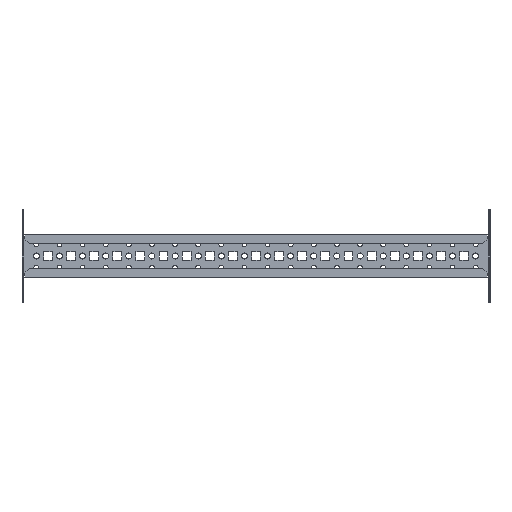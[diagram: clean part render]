
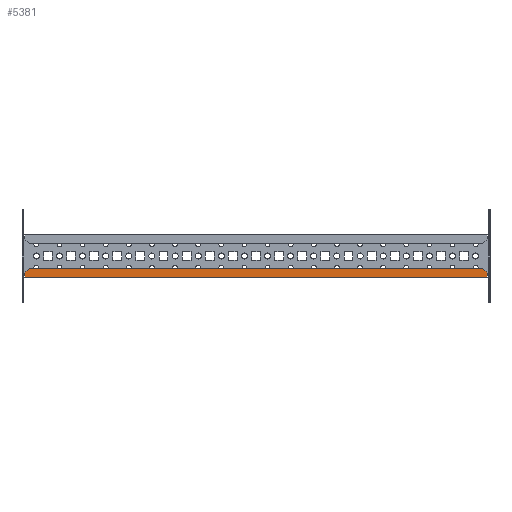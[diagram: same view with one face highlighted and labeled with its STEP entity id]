
A CAD part, front view. The second image highlights one B-rep face of the part: STEP entity #5381.
In plain terms, the highlighted planar face has unit normal (0, -1, 0).
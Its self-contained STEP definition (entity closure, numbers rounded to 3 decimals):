
#23 = LINE ( 'NONE', #23126, #17087 ) ;
#232 = DIRECTION ( 'NONE',  ( 0., 1., 0. ) ) ;
#464 = AXIS2_PLACEMENT_3D ( 'NONE', #6035, #232, #28604 ) ;
#679 = DIRECTION ( 'NONE',  ( 0., 0., -1. ) ) ;
#2569 = CARTESIAN_POINT ( 'NONE',  ( -245., -94., -13.5 ) ) ;
#2684 = PLANE ( 'NONE',  #464 ) ;
#3413 = CARTESIAN_POINT ( 'NONE',  ( 250., -94., -18.5 ) ) ;
#4296 = EDGE_CURVE ( 'NONE', #26846, #25269, #8863, .T. ) ;
#4325 = VERTEX_POINT ( 'NONE', #3413 ) ;
#4464 = CARTESIAN_POINT ( 'NONE',  ( -250., -94., -20. ) ) ;
#5215 = LINE ( 'NONE', #15952, #36007 ) ;
#5381 = ADVANCED_FACE ( 'NONE', ( #23337 ), #2684, .F. ) ;
#5394 = LINE ( 'NONE', #32436, #27124 ) ;
#6035 = CARTESIAN_POINT ( 'NONE',  ( 0., -94., 0. ) ) ;
#6508 = VECTOR ( 'NONE', #35866, 1000. ) ;
#7157 = EDGE_CURVE ( 'NONE', #17647, #21874, #5215, .T. ) ;
#8706 = LINE ( 'NONE', #20182, #12419 ) ;
#8863 = LINE ( 'NONE', #14309, #9495 ) ;
#9495 = VECTOR ( 'NONE', #26334, 1000. ) ;
#9794 = ORIENTED_EDGE ( 'NONE', *, *, #11261, .T. ) ;
#10123 = CARTESIAN_POINT ( 'NONE',  ( 250., -94., -23. ) ) ;
#11261 = EDGE_CURVE ( 'NONE', #18729, #17647, #5394, .T. ) ;
#11769 = DIRECTION ( 'NONE',  ( -0.707, 0., 0.707 ) ) ;
#11956 = LINE ( 'NONE', #17601, #23175 ) ;
#12419 = VECTOR ( 'NONE', #34630, 1000. ) ;
#12955 = ORIENTED_EDGE ( 'NONE', *, *, #4296, .T. ) ;
#14309 = CARTESIAN_POINT ( 'NONE',  ( 0., -94., -13.5 ) ) ;
#15952 = CARTESIAN_POINT ( 'NONE',  ( -250., -94., -20. ) ) ;
#16785 = ORIENTED_EDGE ( 'NONE', *, *, #36688, .T. ) ;
#17087 = VECTOR ( 'NONE', #20479, 1000. ) ;
#17601 = CARTESIAN_POINT ( 'NONE',  ( 245., -94., -13.5 ) ) ;
#17647 = VERTEX_POINT ( 'NONE', #4464 ) ;
#18596 = CARTESIAN_POINT ( 'NONE',  ( 250., -94., 0. ) ) ;
#18729 = VERTEX_POINT ( 'NONE', #30030 ) ;
#20182 = CARTESIAN_POINT ( 'NONE',  ( 0., -94., -23. ) ) ;
#20440 = DIRECTION ( 'NONE',  ( -0.707, 0., -0.707 ) ) ;
#20479 = DIRECTION ( 'NONE',  ( 0., 0., -1. ) ) ;
#21874 = VERTEX_POINT ( 'NONE', #31741 ) ;
#22211 = CARTESIAN_POINT ( 'NONE',  ( 250., -94., -20. ) ) ;
#22397 = EDGE_CURVE ( 'NONE', #4325, #26846, #11956, .T. ) ;
#22803 = VERTEX_POINT ( 'NONE', #22211 ) ;
#23126 = CARTESIAN_POINT ( 'NONE',  ( 250., -94., 0. ) ) ;
#23175 = VECTOR ( 'NONE', #11769, 1000. ) ;
#23337 = FACE_OUTER_BOUND ( 'NONE', #31349, .T. ) ;
#23442 = CARTESIAN_POINT ( 'NONE',  ( -250., -94., -18.5 ) ) ;
#23698 = VECTOR ( 'NONE', #20440, 1000. ) ;
#25269 = VERTEX_POINT ( 'NONE', #2569 ) ;
#25599 = ORIENTED_EDGE ( 'NONE', *, *, #26461, .T. ) ;
#26062 = EDGE_CURVE ( 'NONE', #22803, #36617, #23, .T. ) ;
#26334 = DIRECTION ( 'NONE',  ( -1., 0., 0. ) ) ;
#26461 = EDGE_CURVE ( 'NONE', #25269, #18729, #28713, .T. ) ;
#26846 = VERTEX_POINT ( 'NONE', #33907 ) ;
#27124 = VECTOR ( 'NONE', #679, 1000. ) ;
#27405 = DIRECTION ( 'NONE',  ( 0., 0., -1. ) ) ;
#28604 = DIRECTION ( 'NONE',  ( 0., 0., -1. ) ) ;
#28713 = LINE ( 'NONE', #23442, #23698 ) ;
#29658 = ORIENTED_EDGE ( 'NONE', *, *, #30577, .T. ) ;
#30030 = CARTESIAN_POINT ( 'NONE',  ( -250., -94., -18.5 ) ) ;
#30577 = EDGE_CURVE ( 'NONE', #21874, #36617, #8706, .T. ) ;
#31349 = EDGE_LOOP ( 'NONE', ( #12955, #25599, #9794, #32974, #29658, #36817, #16785, #32022 ) ) ;
#31741 = CARTESIAN_POINT ( 'NONE',  ( -250., -94., -23. ) ) ;
#32022 = ORIENTED_EDGE ( 'NONE', *, *, #22397, .T. ) ;
#32436 = CARTESIAN_POINT ( 'NONE',  ( -250., -94., 0. ) ) ;
#32974 = ORIENTED_EDGE ( 'NONE', *, *, #7157, .T. ) ;
#33907 = CARTESIAN_POINT ( 'NONE',  ( 245., -94., -13.5 ) ) ;
#34630 = DIRECTION ( 'NONE',  ( 1., 0., 0. ) ) ;
#35488 = LINE ( 'NONE', #18596, #6508 ) ;
#35866 = DIRECTION ( 'NONE',  ( 0., 0., 1. ) ) ;
#36007 = VECTOR ( 'NONE', #27405, 1000. ) ;
#36617 = VERTEX_POINT ( 'NONE', #10123 ) ;
#36688 = EDGE_CURVE ( 'NONE', #22803, #4325, #35488, .T. ) ;
#36817 = ORIENTED_EDGE ( 'NONE', *, *, #26062, .F. ) ;
